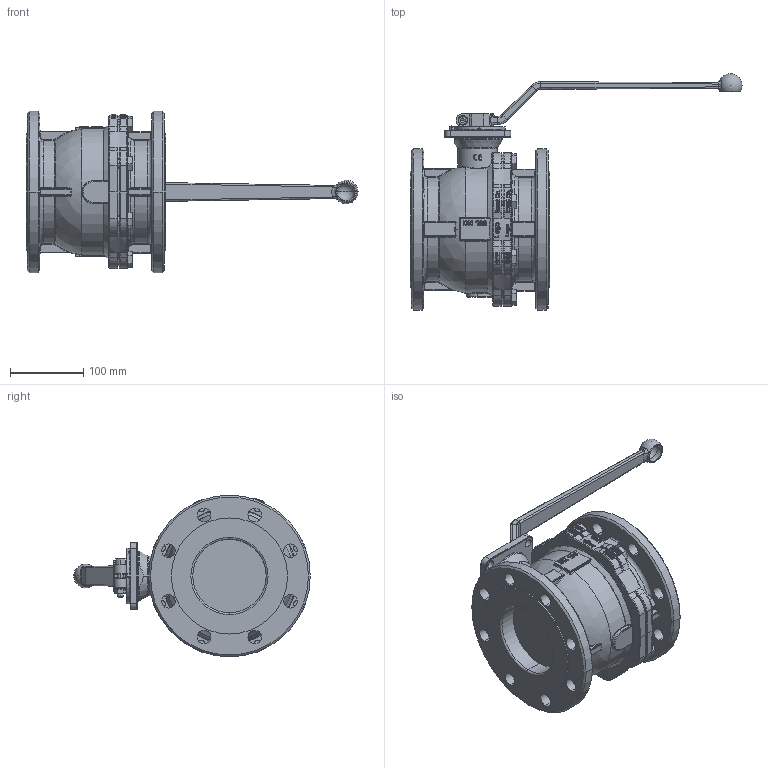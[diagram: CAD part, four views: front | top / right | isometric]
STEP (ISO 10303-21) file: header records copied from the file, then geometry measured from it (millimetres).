
FILE_DESCRIPTION (( 'STEP AP214' ), '1' );
FILE_NAME ('FK05_DN100.STEP', '2022-08-17T12:22:21', ( '' ), ( '' ), 'SwSTEP 2.0', 'SolidWorks 2021', '' );
FILE_SCHEMA (( 'AUTOMOTIVE_DESIGN' ));
Length unit declared in the file: metre
Products named in the file (1): FK05_DN100
Bounding box: 452 x 322 x 220 mm (x, y, z)
Volume: 4589774.2 mm3; surface area: 356010.9 mm2
Topology: 1 solids, 1 shells, 1854 faces, 4846 edges, 3031 vertices
Faces by surface type: cylinder 543, plane 497, bspline 411, torus 230, cone 151, sphere 22
Entity records: 137050 total; most frequent: CARTESIAN_POINT 74314, ORIENTED_EDGE 9622, DIRECTION 7732, EDGE_CURVE 4811, VERTEX_POINT 3024, AXIS2_PLACEMENT_3D 2934, EDGE_LOOP 2011, VECTOR 1864
